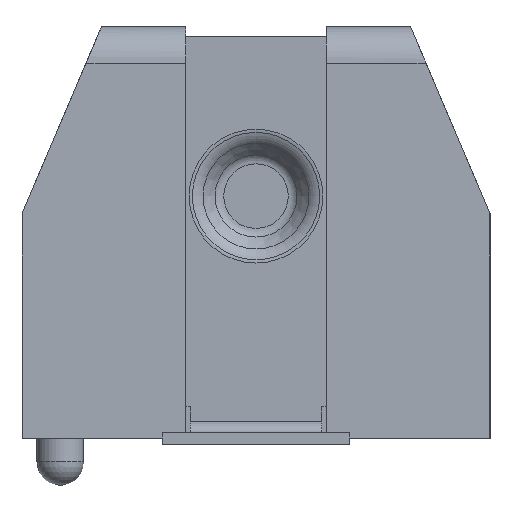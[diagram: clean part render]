
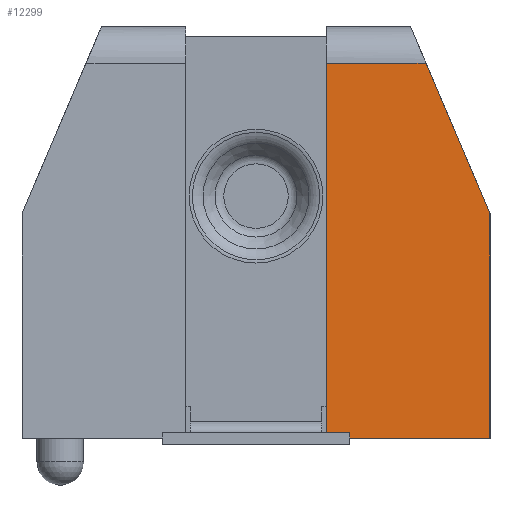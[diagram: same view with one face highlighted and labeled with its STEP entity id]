
A CAD part, left-side view. The second image highlights one B-rep face of the part: STEP entity #12299.
In plain terms, the highlighted planar face has unit normal (-1, 0, 0.018).
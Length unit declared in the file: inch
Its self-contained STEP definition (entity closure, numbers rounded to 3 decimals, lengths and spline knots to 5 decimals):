
#648=FACE_OUTER_BOUND('',#1348,.T.);
#1348=EDGE_LOOP('',(#8215,#8216,#8217,#8218,#8219));
#2053=LINE('',#16235,#3433);
#2383=LINE('',#18790,#3763);
#2400=LINE('',#18824,#3780);
#2404=LINE('',#18834,#3784);
#2405=LINE('',#18835,#3785);
#3433=VECTOR('',#13616,39.37008);
#3763=VECTOR('',#13968,39.37008);
#3780=VECTOR('',#13997,39.37008);
#3784=VECTOR('',#14009,39.37008);
#3785=VECTOR('',#14010,39.37008);
#4811=VERTEX_POINT('',#16232);
#4812=VERTEX_POINT('',#16234);
#5244=VERTEX_POINT('',#18788);
#5255=VERTEX_POINT('',#18823);
#5257=VERTEX_POINT('',#18833);
#5971=EDGE_CURVE('',#4811,#4812,#2053,.T.);
#6412=EDGE_CURVE('',#5244,#4811,#2383,.T.);
#6429=EDGE_CURVE('',#5255,#4812,#2400,.T.);
#6435=EDGE_CURVE('',#5257,#5244,#2404,.T.);
#6436=EDGE_CURVE('',#5257,#5255,#2405,.T.);
#8215=ORIENTED_EDGE('',*,*,#6435,.F.);
#8216=ORIENTED_EDGE('',*,*,#6436,.T.);
#8217=ORIENTED_EDGE('',*,*,#6429,.T.);
#8218=ORIENTED_EDGE('',*,*,#5971,.F.);
#8219=ORIENTED_EDGE('',*,*,#6412,.F.);
#11170=PLANE('',#12976);
#12299=ADVANCED_FACE('',(#648),#11170,.T.);
#12976=AXIS2_PLACEMENT_3D('',#18832,#14007,#14008);
#13616=DIRECTION('',(0.,1.,0.));
#13968=DIRECTION('',(-0.017,0.,-1.));
#13997=DIRECTION('',(-0.017,0.,-1.));
#14007=DIRECTION('center_axis',(-1.,0.,
0.017));
#14008=DIRECTION('ref_axis',(-0.017,0.,-1.));
#14009=DIRECTION('',(-0.016,-0.391,-0.92));
#14010=DIRECTION('',(0.,1.,0.));
#16232=CARTESIAN_POINT('',(-1.06388,-0.25003,0.00997));
#16234=CARTESIAN_POINT('',(-1.06388,-0.07503,0.00997));
#16235=CARTESIAN_POINT('',(-1.06388,-0.25003,0.00997));
#18788=CARTESIAN_POINT('',(-1.05969,-0.25003,0.24997));
#18790=CARTESIAN_POINT('',(-1.06383,-0.25003,0.01275));
#18823=CARTESIAN_POINT('',(-1.05688,-0.07503,0.41067));
#18824=CARTESIAN_POINT('',(-1.0562,-0.07503,0.44997));
#18832=CARTESIAN_POINT('Origin',(-1.0562,-0.00003,
0.44997));
#18833=CARTESIAN_POINT('',(-1.05688,-0.18173,0.41067));
#18834=CARTESIAN_POINT('',(-1.0562,-0.16508,0.44985));
#18835=CARTESIAN_POINT('',(-1.05688,-0.00003,0.41067));
